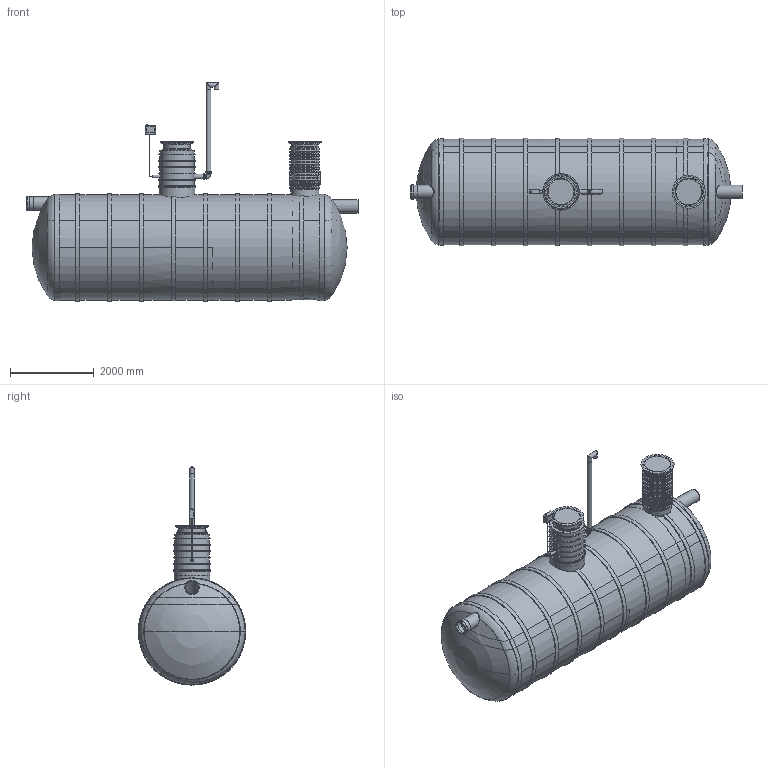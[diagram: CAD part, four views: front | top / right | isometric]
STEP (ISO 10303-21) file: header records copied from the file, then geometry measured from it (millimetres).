
FILE_DESCRIPTION(/* description */ ('Unknown'),/* implementation_level */ '2;1');
FILE_NAME(/* name */ 'EQ 1.klassi õlieraldaja NS100',/* time_stamp */ '2023-04-11T14:57:49+03:00',/* author */ ('Unknown'),/* organization */ ('Unknown'),/* preprocessor_version */ 'ST-DEVELOPER v18.1',/* originating_system */ 'Solid Edge',/* authorisation */ 'Unknown');
FILE_SCHEMA (('AUTOMOTIVE_DESIGN {1 0 10303 214 3 1 1}'));
Length unit declared in the file: millimetre
Products named in the file (53): EQ 1.klassi eraldaja NS100; EQ NS100 kestakoost 8.03.23; EQ D2500 silinder NS100 3.04.23; 2514.101 KP ots2 2500; 2514.102 KP ots1 2500; 2514.113 väljund D315; 2514.115 sisendile alla D315; 2514.111 sisend D315; PVC_polv_315; 2652.109 vahesein1; D665 KP silinder 26.04.19; 2514.114 väljundi_pikk D315; D800 KP silinder 9.12.19; PVC Kaksikmuhv d315; 2652.200 NS100 filtrikastikoost; 2652 vahesein2; 2652.201 pohjaplaat filtrikastile; Raam kahele filtriplokile 2631.000_var2; 2631.001_var2; 2631.002_var2; Polt_M6x20HK; Mutter M6 a2_NY; Filter HD Q-PAC; 2652.202 kylgsein filtrikastile; 2652.203 otsaplaat filtrikastile; 2652.204 tugi filtrikastile; Ujuk_oa_0; Olieraldustoru1; SO012747-3.002; keermelattM8x200; Mutter M8RVNY; Seib 8 RV; Ujuk_oa_1; RoundTubing 25x2.3_oa_2; Ujuk_oa_3; Malmluuk_D600_(Ginmika); Malmluugi_korpus_D600_(Ginmika); Malmluugi_kaan_D600_(Ginmika); 2703.001; 2697.001 tihend teeninduskaevule 670_var2 ...
Assembly tree (89 placements, depth 5):
  EQ 1.klassi eraldaja NS100
    EQ NS100 kestakoost 8.03.23
      EQ D2500 silinder NS100 3.04.23
      2514.101 KP ots2 2500
      2514.102 KP ots1 2500
      2514.113 väljund D315
      2514.115 sisendile alla D315
      2514.111 sisend D315
      PVC_polv_315  x2
      2652.109 vahesein1
      D665 KP silinder 26.04.19
      2514.114 väljundi_pikk D315
      D800 KP silinder 9.12.19
      PVC Kaksikmuhv d315  x2
      2652.200 NS100 filtrikastikoost
        2652 vahesein2
        2652.201 pohjaplaat filtrikastile
        Raam kahele filtriplokile 2631.000_var2  x25
          2631.001_var2
          2631.002_var2
          Polt_M6x20HK
          Mutter M6 a2_NY
          Filter HD Q-PAC
        2652.202 kylgsein filtrikastile  x2
        2652.203 otsaplaat filtrikastile  x2
        2652.204 tugi filtrikastile
    Ujuk_oa_0
    Olieraldustoru1
      SO012747-3.002
      keermelattM8x200
      Mutter M8RVNY  x2
      Seib 8 RV  x2
    Ujuk_oa_1
    RoundTubing 25x2.3_oa_2
    Ujuk_oa_3
    Malmluuk_D600_(Ginmika)  x2
      Malmluugi_korpus_D600_(Ginmika)
      Malmluugi_kaan_D600_(Ginmika)
    2703.001  x2
    2697.001 tihend teeninduskaevule 670_var2  x3
    2693.001_var3
    2514.002 NS100 õlimaht
    PE_vent_malm
      PVC_polv_110
      PE venttoru DN100 L=2000
      Rotoventiots
    RoundTubing 110x6.6_oa_4
    elektrikarp loikefotole
    RoundTubing 63x4.7_oa_5
    2514.004 liivamaht NS100
    Tihend teeninduskaevule 800
    EQ D800 uus rotost teeninduskaev_lisaga NS50 7.03.23
    2514.003 efektiivne maht NS100
Bounding box: 7925 x 2562 x 5210.35 mm (x, y, z)
Volume: 43475566321 mm3; surface area: 377159104 mm2
Topology: 256 solids, 257 shells, 5034 faces, 11561 edges, 7191 vertices
Faces by surface type: plane 3578, cylinder 1173, torus 165, cone 85, bspline 23, sphere 10
Full cylindrical faces by diameter (mm): 4.917 x50, 6 x52, 6.8 x2, 7 x100, 8 x76, 8.4 x2, 8.5 x3, 9 x4, 10 x107, 16 x2, 20 x1, 20.4 x1, 25 x1, 53.6 x1, 63 x1, 96.8 x1, 100 x2, 103.2 x3, 105 x1, 110 x9, 120 x2, 130 x2, 190.4 x1, 200 x1, 302.6 x4, 305 x6, 315 x16, 325 x2, 326.6 x2, 330 x2
Entity records: 29580 total; most frequent: CARTESIAN_POINT 8417, DIRECTION 4200, ORIENTED_EDGE 3370, AXIS2_PLACEMENT_3D 1798, EDGE_CURVE 1685, EDGE_LOOP 1518, FACE_BOUND 1518, VERTEX_POINT 1263
